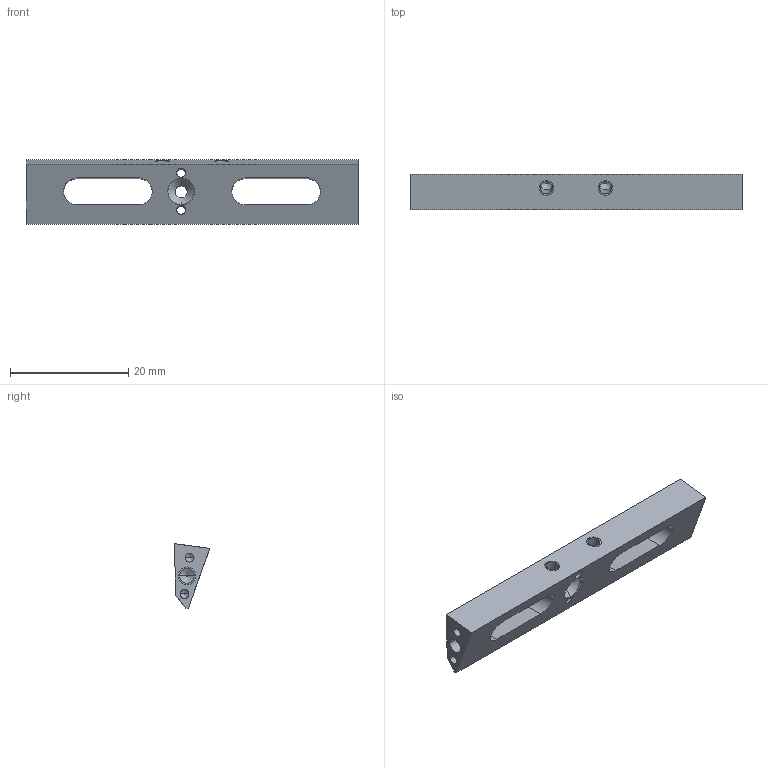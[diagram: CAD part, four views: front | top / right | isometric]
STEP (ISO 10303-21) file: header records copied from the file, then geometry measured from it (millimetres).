
FILE_DESCRIPTION((''),'2;1');
FILE_NAME('RC_IIT_010_P_012','2021-10-19T14:05:29',('silo-mech'),(''),'CREO PARAMETRIC BY PTC INC, 2020454','CREO PARAMETRIC BY PTC INC, 2020454','');
FILE_SCHEMA(('CONFIG_CONTROL_DESIGN'));
Length unit declared in the file: millimetre
Products named in the file (1): RC_IIT_010_P_012
Bounding box: 56.2 x 6.03 x 10.94 mm (x, y, z)
Volume: 1604.3 mm3; surface area: 2229.1 mm2
Topology: 1 solids, 5 shells, 77 faces, 181 edges, 117 vertices
Faces by surface type: cylinder 36, plane 23, cone 18
Entity records: 2381 total; most frequent: CARTESIAN_POINT 488, DIRECTION 415, ORIENTED_EDGE 346, EDGE_CURVE 181, AXIS2_PLACEMENT_3D 167, VERTEX_POINT 117, EDGE_LOOP 98, CIRCLE 89
